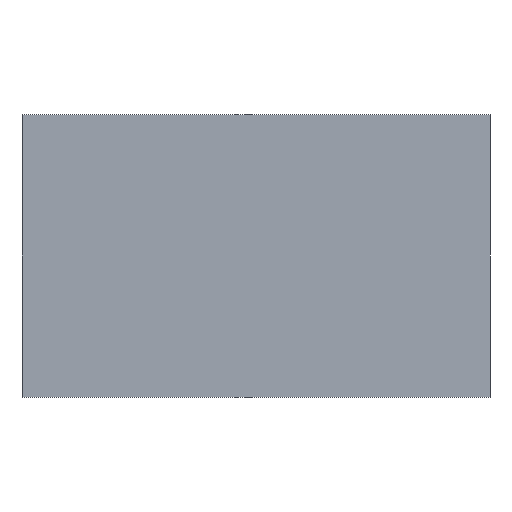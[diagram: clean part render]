
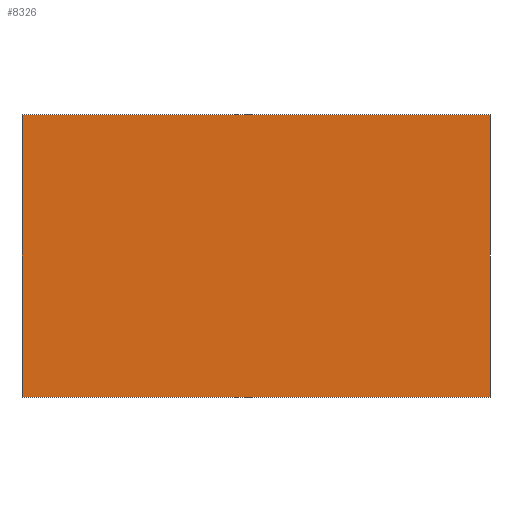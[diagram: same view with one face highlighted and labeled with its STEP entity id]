
A CAD part, front view. The second image highlights one B-rep face of the part: STEP entity #8326.
In plain terms, the highlighted free-form (B-spline) face has degree [1, 1] with [2, 2] control points.
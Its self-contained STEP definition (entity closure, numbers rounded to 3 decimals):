
#7962 = VERTEX_POINT('',#7963);
#7963 = CARTESIAN_POINT('',(-62.564,-91.465,
    49.701));
#7968 = EDGE_CURVE('',#7962,#7969,#7971,.T.);
#7969 = VERTEX_POINT('',#7970);
#7970 = CARTESIAN_POINT('',(111.635,-91.465,
    49.701));
#7971 = B_SPLINE_CURVE_WITH_KNOTS('',1,(#7972,#7973),.UNSPECIFIED.,.F.,
  .F.,(2,2),(-34.528,94.028),.PIECEWISE_BEZIER_KNOTS.);
#7972 = CARTESIAN_POINT('',(-62.564,-91.465,
    49.701));
#7973 = CARTESIAN_POINT('',(111.635,-91.465,
    49.701));
#8284 = VERTEX_POINT('',#8285);
#8285 = CARTESIAN_POINT('',(111.635,-91.465,
    -55.392));
#8290 = EDGE_CURVE('',#8284,#8291,#8293,.T.);
#8291 = VERTEX_POINT('',#8292);
#8292 = CARTESIAN_POINT('',(-62.564,-91.465,
    -55.392));
#8293 = B_SPLINE_CURVE_WITH_KNOTS('',1,(#8294,#8295),.UNSPECIFIED.,.F.,
  .F.,(2,2),(-94.028,34.528),.PIECEWISE_BEZIER_KNOTS.);
#8294 = CARTESIAN_POINT('',(111.635,-91.465,
    -55.392));
#8295 = CARTESIAN_POINT('',(-62.564,-91.465,
    -55.392));
#8316 = EDGE_CURVE('',#7969,#8284,#8317,.T.);
#8317 = B_SPLINE_CURVE_WITH_KNOTS('',1,(#8318,#8319),.UNSPECIFIED.,.F.,
  .F.,(2,2),(-38.778,38.778),.PIECEWISE_BEZIER_KNOTS.);
#8318 = CARTESIAN_POINT('',(111.635,-91.465,
    49.701));
#8319 = CARTESIAN_POINT('',(111.635,-91.465,
    -55.392));
#8326 = ADVANCED_FACE('',(#8327),#8337,.T.);
#8327 = FACE_BOUND('',#8328,.T.);
#8328 = EDGE_LOOP('',(#8329,#8330,#8331,#8336));
#8329 = ORIENTED_EDGE('',*,*,#8316,.F.);
#8330 = ORIENTED_EDGE('',*,*,#7968,.F.);
#8331 = ORIENTED_EDGE('',*,*,#8332,.F.);
#8332 = EDGE_CURVE('',#8291,#7962,#8333,.T.);
#8333 = B_SPLINE_CURVE_WITH_KNOTS('',1,(#8334,#8335),.UNSPECIFIED.,.F.,
  .F.,(2,2),(-38.778,38.778),.PIECEWISE_BEZIER_KNOTS.);
#8334 = CARTESIAN_POINT('',(-62.564,-91.465,
    -55.392));
#8335 = CARTESIAN_POINT('',(-62.564,-91.465,
    49.701));
#8336 = ORIENTED_EDGE('',*,*,#8290,.F.);
#8337 = B_SPLINE_SURFACE_WITH_KNOTS('',1,1,(
    (#8338,#8339)
    ,(#8340,#8341
    )),.UNSPECIFIED.,.F.,.F.,.F.,(2,2),(2,2),(-4.778,
    123.778),(-38.778,38.778),
  .PIECEWISE_BEZIER_KNOTS.);
#8338 = CARTESIAN_POINT('',(-62.564,-91.465,
    -55.392));
#8339 = CARTESIAN_POINT('',(-62.564,-91.465,
    49.701));
#8340 = CARTESIAN_POINT('',(111.635,-91.465,
    -55.392));
#8341 = CARTESIAN_POINT('',(111.635,-91.465,
    49.701));
